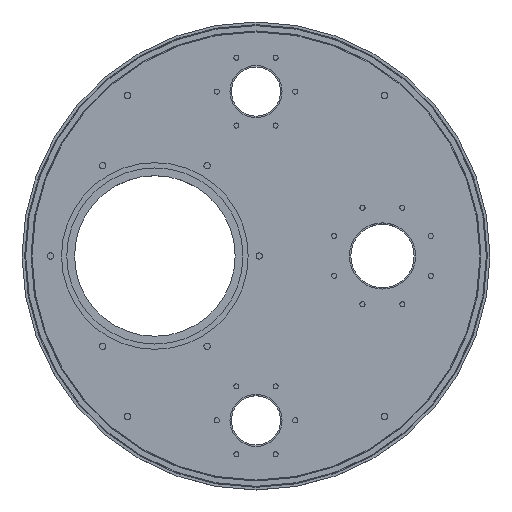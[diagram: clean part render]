
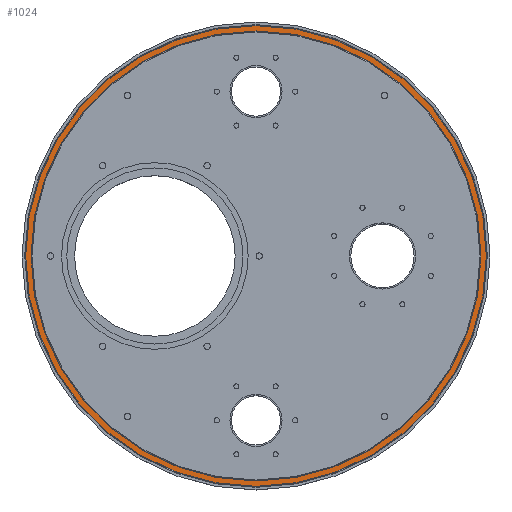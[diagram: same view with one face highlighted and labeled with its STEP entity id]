
A CAD part, top view. The second image highlights one B-rep face of the part: STEP entity #1024.
In plain terms, the highlighted planar face has unit normal (0, 0, 1).
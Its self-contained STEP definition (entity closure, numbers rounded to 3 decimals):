
#582 = TOROIDAL_SURFACE('',#583,182.143,0.381);
#583 = AXIS2_PLACEMENT_3D('',#584,#585,#586);
#584 = CARTESIAN_POINT('',(0.,0.,6.858));
#585 = DIRECTION('',(0.,0.,1.));
#586 = DIRECTION('',(1.,0.,-0.));
#748 = EDGE_CURVE('',#749,#749,#751,.T.);
#749 = VERTEX_POINT('',#750);
#750 = CARTESIAN_POINT('',(182.143,0.,6.477));
#751 = SURFACE_CURVE('',#752,(#757,#764),.PCURVE_S1.);
#752 = CIRCLE('',#753,182.143);
#753 = AXIS2_PLACEMENT_3D('',#754,#755,#756);
#754 = CARTESIAN_POINT('',(0.,0.,6.477));
#755 = DIRECTION('',(0.,0.,1.));
#756 = DIRECTION('',(1.,0.,-0.));
#757 = PCURVE('',#582,#758);
#758 = DEFINITIONAL_REPRESENTATION('',(#759),#763);
#759 = LINE('',#760,#761);
#760 = CARTESIAN_POINT('',(0.,4.712));
#761 = VECTOR('',#762,1.);
#762 = DIRECTION('',(1.,0.));
#763 = ( GEOMETRIC_REPRESENTATION_CONTEXT(2) 
PARAMETRIC_REPRESENTATION_CONTEXT() REPRESENTATION_CONTEXT('2D SPACE',''
  ) );
#764 = PCURVE('',#765,#770);
#765 = PLANE('',#766);
#766 = AXIS2_PLACEMENT_3D('',#767,#768,#769);
#767 = CARTESIAN_POINT('',(-182.524,0.,6.477));
#768 = DIRECTION('',(0.,0.,1.));
#769 = DIRECTION('',(1.,0.,-0.));
#770 = DEFINITIONAL_REPRESENTATION('',(#771),#775);
#771 = CIRCLE('',#772,182.143);
#772 = AXIS2_PLACEMENT_2D('',#773,#774);
#773 = CARTESIAN_POINT('',(182.524,0.));
#774 = DIRECTION('',(1.,0.));
#775 = ( GEOMETRIC_REPRESENTATION_CONTEXT(2) 
PARAMETRIC_REPRESENTATION_CONTEXT() REPRESENTATION_CONTEXT('2D SPACE',''
  ) );
#1024 = ADVANCED_FACE('',(#1025,#1056),#765,.T.);
#1025 = FACE_BOUND('',#1026,.T.);
#1026 = EDGE_LOOP('',(#1027));
#1027 = ORIENTED_EDGE('',*,*,#1028,.F.);
#1028 = EDGE_CURVE('',#1029,#1029,#1031,.T.);
#1029 = VERTEX_POINT('',#1030);
#1030 = CARTESIAN_POINT('',(177.927,0.,6.477));
#1031 = SURFACE_CURVE('',#1032,(#1037,#1044),.PCURVE_S1.);
#1032 = CIRCLE('',#1033,177.927);
#1033 = AXIS2_PLACEMENT_3D('',#1034,#1035,#1036);
#1034 = CARTESIAN_POINT('',(0.,0.,6.477));
#1035 = DIRECTION('',(0.,0.,1.));
#1036 = DIRECTION('',(1.,0.,-0.));
#1037 = PCURVE('',#765,#1038);
#1038 = DEFINITIONAL_REPRESENTATION('',(#1039),#1043);
#1039 = CIRCLE('',#1040,177.927);
#1040 = AXIS2_PLACEMENT_2D('',#1041,#1042);
#1041 = CARTESIAN_POINT('',(182.524,0.));
#1042 = DIRECTION('',(1.,0.));
#1043 = ( GEOMETRIC_REPRESENTATION_CONTEXT(2) 
PARAMETRIC_REPRESENTATION_CONTEXT() REPRESENTATION_CONTEXT('2D SPACE',''
  ) );
#1044 = PCURVE('',#1045,#1050);
#1045 = TOROIDAL_SURFACE('',#1046,177.927,0.381);
#1046 = AXIS2_PLACEMENT_3D('',#1047,#1048,#1049);
#1047 = CARTESIAN_POINT('',(0.,0.,6.858));
#1048 = DIRECTION('',(0.,0.,1.));
#1049 = DIRECTION('',(1.,0.,-0.));
#1050 = DEFINITIONAL_REPRESENTATION('',(#1051),#1055);
#1051 = LINE('',#1052,#1053);
#1052 = CARTESIAN_POINT('',(0.,4.712));
#1053 = VECTOR('',#1054,1.);
#1054 = DIRECTION('',(1.,0.));
#1055 = ( GEOMETRIC_REPRESENTATION_CONTEXT(2) 
PARAMETRIC_REPRESENTATION_CONTEXT() REPRESENTATION_CONTEXT('2D SPACE',''
  ) );
#1056 = FACE_BOUND('',#1057,.T.);
#1057 = EDGE_LOOP('',(#1058));
#1058 = ORIENTED_EDGE('',*,*,#748,.T.);
